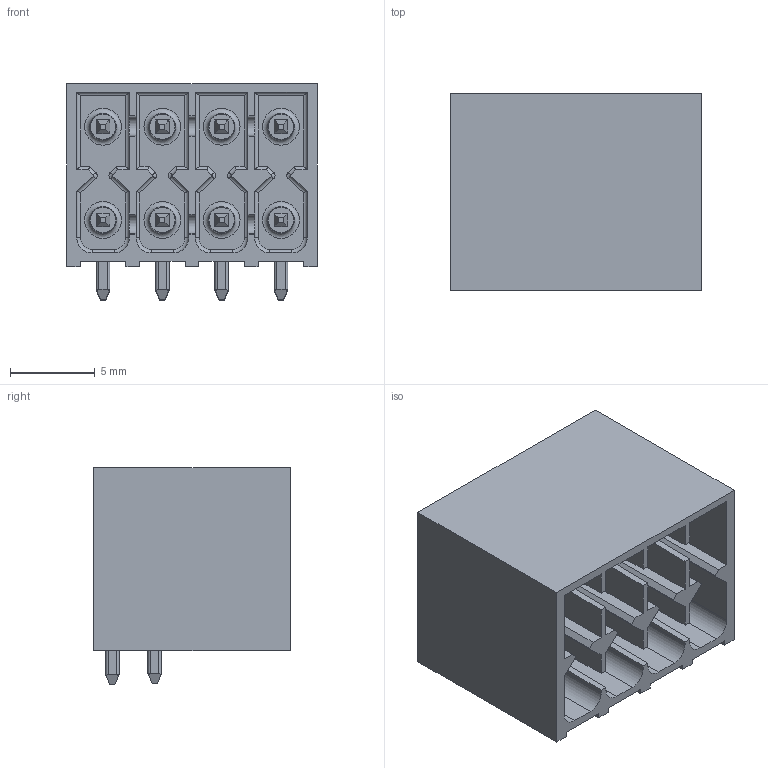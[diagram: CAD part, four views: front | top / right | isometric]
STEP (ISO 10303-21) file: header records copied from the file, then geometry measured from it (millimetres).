
FILE_DESCRIPTION(/* description */ ('Unknown'),/* implementation_level */ '2;1');
FILE_NAME(/* name */ '691378110008',/* time_stamp */ '2024-07-25T09:15:00+02:00',/* author */ ('Unknown'),/* organization */ ('Unknown'),/* preprocessor_version */ 'ST-DEVELOPER v19.4',/* originating_system */ 'Solid Edge',/* authorisation */ 'Unknown');
FILE_SCHEMA (('AUTOMOTIVE_DESIGN {1 0 10303 214 3 1 1}'));
Length unit declared in the file: millimetre
Products named in the file (5): 6917781100xx; 691778110008; 691778110008_Insert; 6917781100xx_Lower Contact; 6917781100xx_Upper Contact
Assembly tree (10 placements, depth 2):
  6917781100xx
    691778110008
    691778110008_Insert
    6917781100xx_Lower Contact  x4
    6917781100xx_Upper Contact  x4
Bounding box: 14.8 x 11.6 x 12.8 mm (x, y, z)
Volume: 780.6 mm3; surface area: 2675.6 mm2
Topology: 10 solids, 10 shells, 1078 faces, 2746 edges, 1686 vertices
Faces by surface type: plane 736, cylinder 278, torus 56, cone 8
Entity records: 21394 total; most frequent: CARTESIAN_POINT 3821, ORIENTED_EDGE 3692, DIRECTION 3484, EDGE_CURVE 1846, LINE 1554, VECTOR 1554, VERTEX_POINT 1174, AXIS2_PLACEMENT_3D 965
